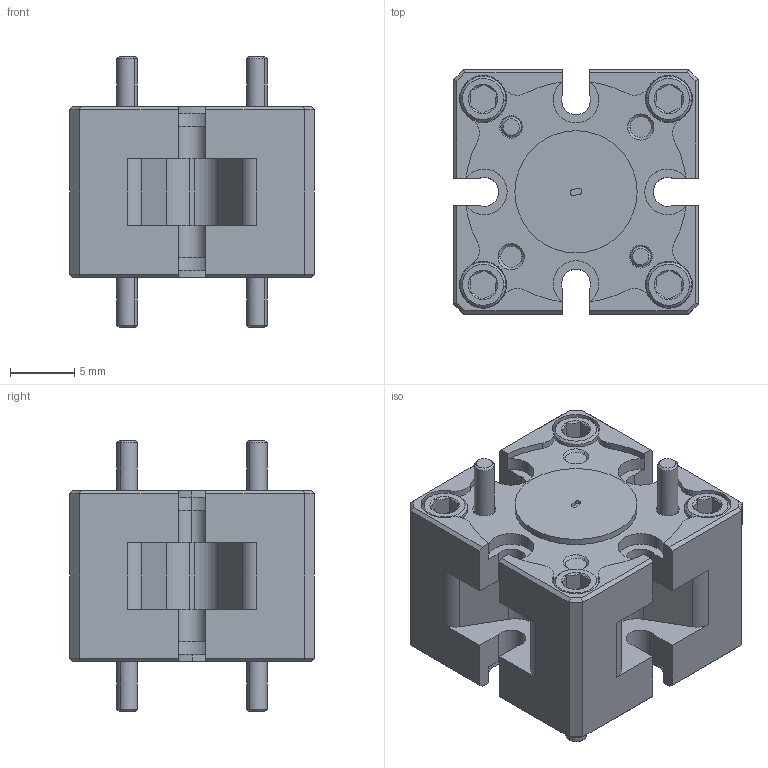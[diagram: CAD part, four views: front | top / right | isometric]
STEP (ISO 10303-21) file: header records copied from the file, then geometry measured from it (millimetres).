
FILE_DESCRIPTION (( 'STEP AP214' ), '1' );
FILE_NAME ('TF-S03-A-M-0.524, Defeatured.STEP', '2023-07-11T19:51:05', ( '' ), ( '' ), 'SwSTEP 2.0', 'SolidWorks 2021', '' );
FILE_SCHEMA (( 'AUTOMOTIVE_DESIGN' ));
Length unit declared in the file: inch
Products named in the file (1): TF-S03-A-M-0.524, Defeatured
Bounding box: 19.05 x 19.05 x 21.08 mm (x, y, z)
Volume: 3771.3 mm3; surface area: 2721.9 mm2
Topology: 1 solids, 3 shells, 478 faces, 1215 edges, 760 vertices
Faces by surface type: plane 194, cylinder 163, cone 121
Entity records: 14615 total; most frequent: CARTESIAN_POINT 2756, DIRECTION 2617, ORIENTED_EDGE 2430, EDGE_CURVE 1215, AXIS2_PLACEMENT_3D 997, VERTEX_POINT 760, LINE 623, VECTOR 623
